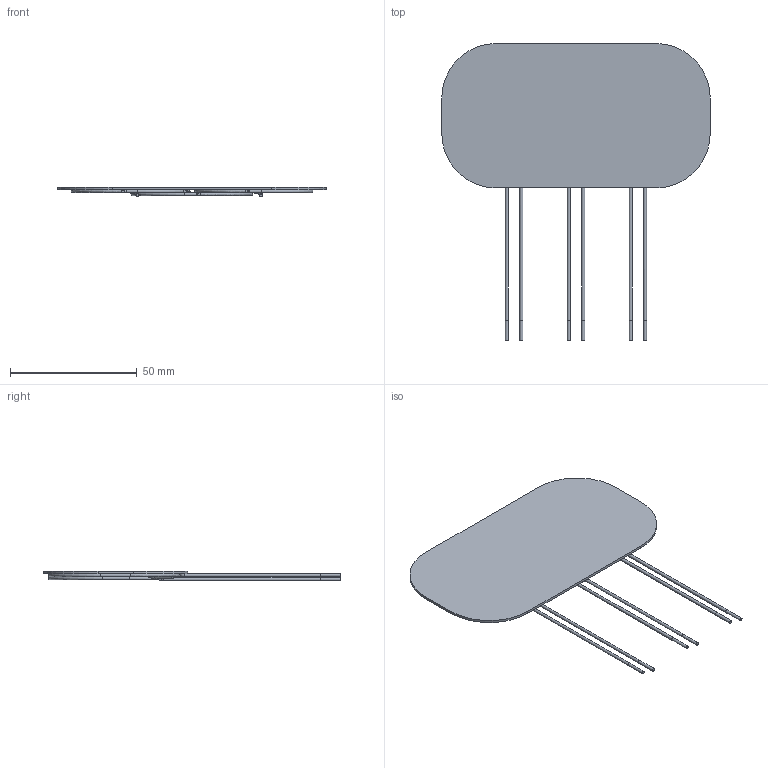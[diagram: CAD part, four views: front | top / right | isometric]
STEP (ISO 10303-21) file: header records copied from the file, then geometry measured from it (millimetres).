
FILE_DESCRIPTION(/* description */ ('Unknown'),/* implementation_level */ '2;1');
FILE_NAME(/* name */ '760308103149',/* time_stamp */ '2018-05-15T17:29:35+08:00',/* author */ ('Unknown'),/* organization */ ('Unknown'),/* preprocessor_version */ 'ST-DEVELOPER v16.7',/* originating_system */ 'DEX',/* authorisation */ $);
FILE_SCHEMA (('AUTOMOTIVE_DESIGN {1 0 10303 214 3 1 1}'));
Length unit declared in the file: millimetre
Products named in the file (4): 760308103149; Ferrite; Coil(1,3); Coil2
Assembly tree (4 placements, depth 2):
  760308103149
    Ferrite
    Coil(1,3)  x2
    Coil2
Bounding box: 106 x 117.2 x 3.79 mm (x, y, z)
Volume: 10736.9 mm3; surface area: 28542.6 mm2
Topology: 4 solids, 4 shells, 452 faces, 1094 edges, 617 vertices
Faces by surface type: cylinder 156, plane 132, torus 109, bspline 55
Full cylindrical faces by diameter (mm): 1.17 x2, 1.18 x4, 1.19 x90, 1.2 x52
Entity records: 15174 total; most frequent: CARTESIAN_POINT 5950, DIRECTION 1299, ORIENTED_EDGE 1226, EDGE_CURVE 613, EDGE_LOOP 558, FACE_BOUND 558, AXIS2_PLACEMENT_3D 540, VERTEX_POINT 461
